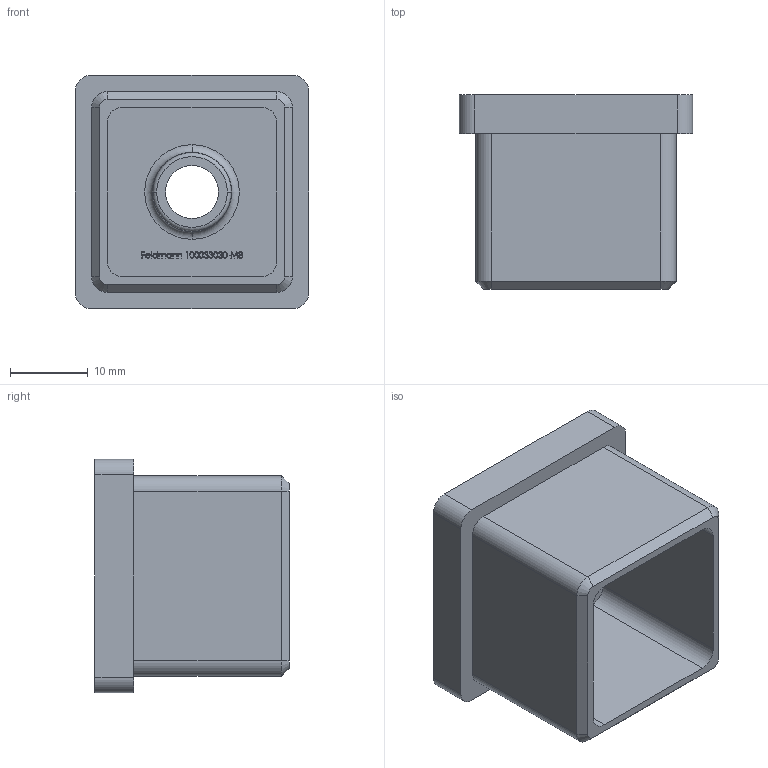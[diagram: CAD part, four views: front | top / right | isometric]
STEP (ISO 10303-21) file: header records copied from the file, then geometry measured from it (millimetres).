
FILE_DESCRIPTION (( 'STEP AP203' ), '1' );
FILE_NAME ('100033030-M8.step', '2018-12-19T09:25:49', ( '' ), ( '' ), 'SwSTEP 2.0', 'SolidWorks 2015', '' );
FILE_SCHEMA (( 'CONFIG_CONTROL_DESIGN' ));
Length unit declared in the file: millimetre
Products named in the file (1): 100033030-M8
Bounding box: 30 x 25 x 30 mm (x, y, z)
Volume: 8143 mm3; surface area: 6101.8 mm2
Topology: 1 solids, 1 shells, 315 faces, 828 edges, 548 vertices
Faces by surface type: bspline 152, plane 137, cylinder 14, cone 8, torus 4
Entity records: 18527 total; most frequent: CARTESIAN_POINT 11668, ORIENTED_EDGE 1656, DIRECTION 900, EDGE_CURVE 828, VERTEX_POINT 548, VECTOR 476, LINE 476, EDGE_LOOP 350
